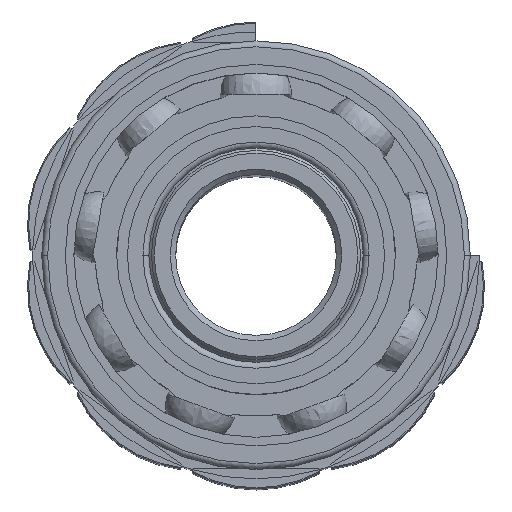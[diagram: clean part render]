
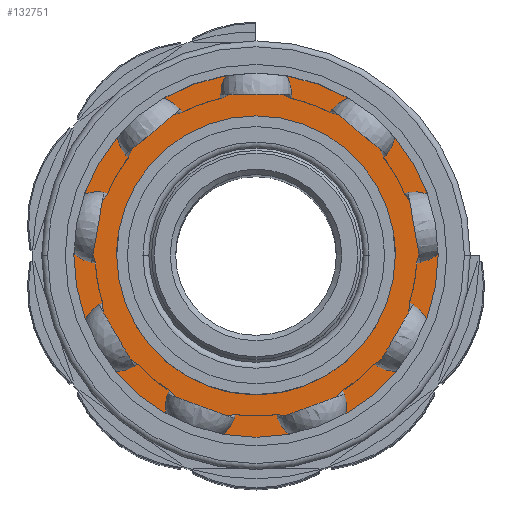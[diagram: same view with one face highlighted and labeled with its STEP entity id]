
A CAD part, top view. The second image highlights one B-rep face of the part: STEP entity #132751.
In plain terms, the highlighted face is planar.
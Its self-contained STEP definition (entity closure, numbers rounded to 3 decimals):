
#132684 = CONICAL_SURFACE('',#132685,34.,0.785);
#132685 = AXIS2_PLACEMENT_3D('',#132686,#132687,#132688);
#132686 = CARTESIAN_POINT('',(0.,121.,0.));
#132687 = DIRECTION('',(0.,-1.,0.));
#132688 = DIRECTION('',(1.,0.,0.));
#132700 = EDGE_CURVE('',#132701,#132701,#132703,.T.);
#132701 = VERTEX_POINT('',#132702);
#132702 = CARTESIAN_POINT('',(34.,121.,0.));
#132703 = SURFACE_CURVE('',#132704,(#132709,#132716),.PCURVE_S1.);
#132704 = CIRCLE('',#132705,34.);
#132705 = AXIS2_PLACEMENT_3D('',#132706,#132707,#132708);
#132706 = CARTESIAN_POINT('',(0.,121.,0.));
#132707 = DIRECTION('',(0.,-1.,0.));
#132708 = DIRECTION('',(1.,0.,0.));
#132709 = PCURVE('',#132684,#132710);
#132710 = DEFINITIONAL_REPRESENTATION('',(#132711),#132715);
#132711 = LINE('',#132712,#132713);
#132712 = CARTESIAN_POINT('',(0.,0.));
#132713 = VECTOR('',#132714,1.);
#132714 = DIRECTION('',(1.,0.));
#132715 = ( GEOMETRIC_REPRESENTATION_CONTEXT(2) 
PARAMETRIC_REPRESENTATION_CONTEXT() REPRESENTATION_CONTEXT('2D SPACE',''
  ) );
#132716 = PCURVE('',#132717,#132722);
#132717 = PLANE('',#132718);
#132718 = AXIS2_PLACEMENT_3D('',#132719,#132720,#132721);
#132719 = CARTESIAN_POINT('',(0.,121.,0.));
#132720 = DIRECTION('',(0.,-1.,0.));
#132721 = DIRECTION('',(1.,0.,0.));
#132722 = DEFINITIONAL_REPRESENTATION('',(#132723),#132727);
#132723 = CIRCLE('',#132724,34.);
#132724 = AXIS2_PLACEMENT_2D('',#132725,#132726);
#132725 = CARTESIAN_POINT('',(0.,0.));
#132726 = DIRECTION('',(1.,0.));
#132727 = ( GEOMETRIC_REPRESENTATION_CONTEXT(2) 
PARAMETRIC_REPRESENTATION_CONTEXT() REPRESENTATION_CONTEXT('2D SPACE',''
  ) );
#132751 = ADVANCED_FACE('',(#132752,#132783),#132717,.F.);
#132752 = FACE_BOUND('',#132753,.T.);
#132753 = EDGE_LOOP('',(#132754));
#132754 = ORIENTED_EDGE('',*,*,#132755,.T.);
#132755 = EDGE_CURVE('',#132756,#132756,#132758,.T.);
#132756 = VERTEX_POINT('',#132757);
#132757 = CARTESIAN_POINT('',(24.,121.,0.));
#132758 = SURFACE_CURVE('',#132759,(#132764,#132771),.PCURVE_S1.);
#132759 = CIRCLE('',#132760,24.);
#132760 = AXIS2_PLACEMENT_3D('',#132761,#132762,#132763);
#132761 = CARTESIAN_POINT('',(0.,121.,0.));
#132762 = DIRECTION('',(0.,-1.,0.));
#132763 = DIRECTION('',(1.,0.,0.));
#132764 = PCURVE('',#132717,#132765);
#132765 = DEFINITIONAL_REPRESENTATION('',(#132766),#132770);
#132766 = CIRCLE('',#132767,24.);
#132767 = AXIS2_PLACEMENT_2D('',#132768,#132769);
#132768 = CARTESIAN_POINT('',(0.,0.));
#132769 = DIRECTION('',(1.,0.));
#132770 = ( GEOMETRIC_REPRESENTATION_CONTEXT(2) 
PARAMETRIC_REPRESENTATION_CONTEXT() REPRESENTATION_CONTEXT('2D SPACE',''
  ) );
#132771 = PCURVE('',#132772,#132777);
#132772 = CYLINDRICAL_SURFACE('',#132773,24.);
#132773 = AXIS2_PLACEMENT_3D('',#132774,#132775,#132776);
#132774 = CARTESIAN_POINT('',(0.,131.8,0.));
#132775 = DIRECTION('',(0.,-1.,0.));
#132776 = DIRECTION('',(1.,0.,0.));
#132777 = DEFINITIONAL_REPRESENTATION('',(#132778),#132782);
#132778 = LINE('',#132779,#132780);
#132779 = CARTESIAN_POINT('',(0.,10.8));
#132780 = VECTOR('',#132781,1.);
#132781 = DIRECTION('',(1.,0.));
#132782 = ( GEOMETRIC_REPRESENTATION_CONTEXT(2) 
PARAMETRIC_REPRESENTATION_CONTEXT() REPRESENTATION_CONTEXT('2D SPACE',''
  ) );
#132783 = FACE_BOUND('',#132784,.T.);
#132784 = EDGE_LOOP('',(#132785));
#132785 = ORIENTED_EDGE('',*,*,#132700,.F.);
